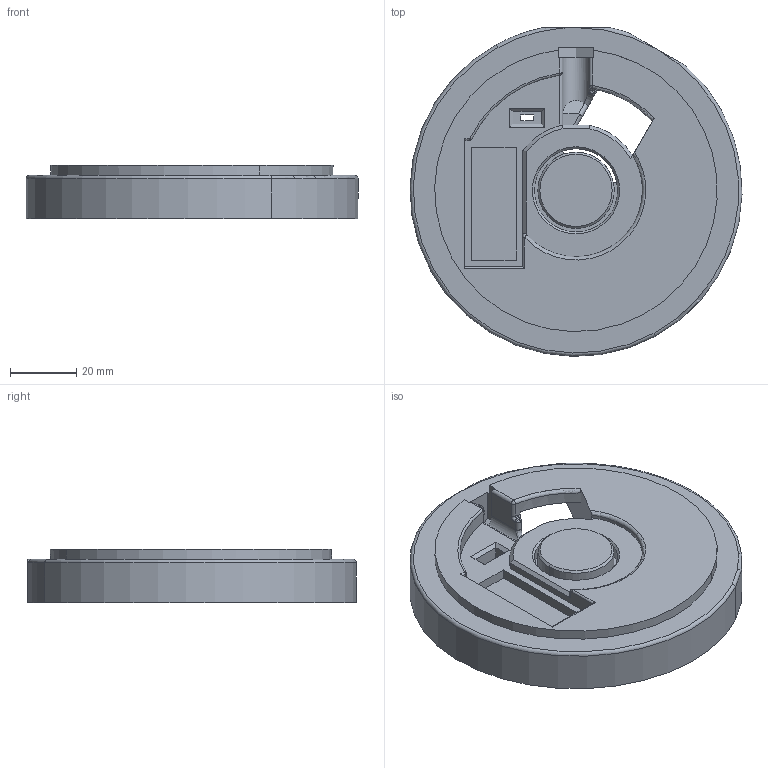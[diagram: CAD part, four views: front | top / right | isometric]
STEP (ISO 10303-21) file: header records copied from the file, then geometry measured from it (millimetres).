
FILE_DESCRIPTION(('CATIA V5 STEP Exchange'),'2;1');
FILE_NAME('Base.stp','2019-04-03T07:04:55+00:00',('none'),('none'),'CATIA Version 5 Release 19 GA (IN-10)','CATIA V5 STEP AP203','none');
FILE_SCHEMA(('CONFIG_CONTROL_DESIGN'));
Length unit declared in the file: millimetre
Products named in the file (1): Base
Bounding box: 99.97 x 98.99 x 16 mm (x, y, z)
Volume: 96917.8 mm3; surface area: 23863.1 mm2
Topology: 1 solids, 1 shells, 178 faces, 475 edges, 302 vertices
Faces by surface type: plane 75, cylinder 68, torus 16, cone 9, bspline 7, sphere 2, revolution 1
Entity records: 5973 total; most frequent: CARTESIAN_POINT 1799, ORIENTED_EDGE 942, DIRECTION 681, EDGE_CURVE 471, VERTEX_POINT 302, AXIS2_PLACEMENT_3D 289, VECTOR 256, LINE 256
